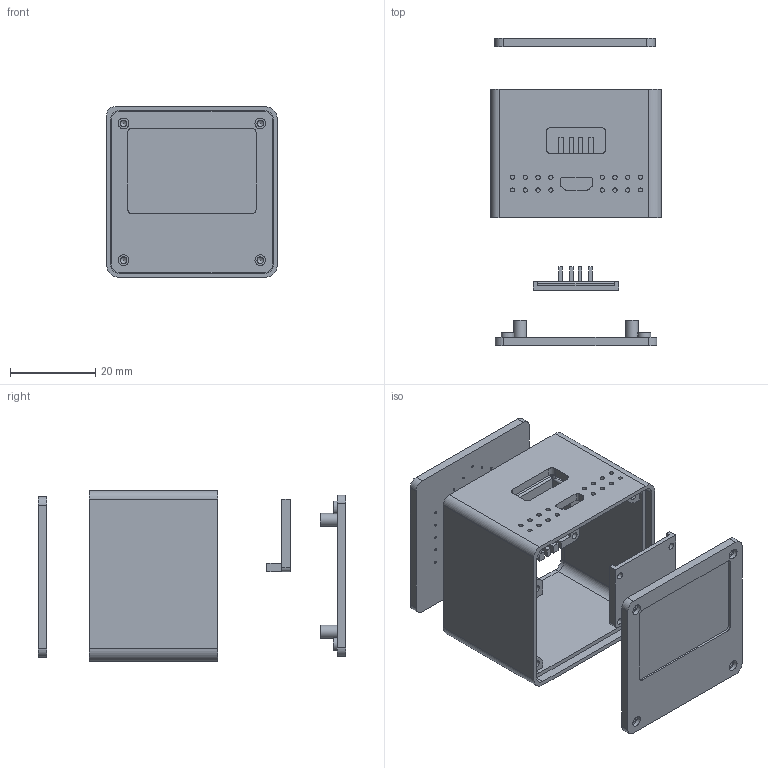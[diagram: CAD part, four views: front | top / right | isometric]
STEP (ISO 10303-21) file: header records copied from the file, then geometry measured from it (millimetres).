
FILE_DESCRIPTION(/* description */ (''),/* implementation_level */ '2;1');
FILE_NAME(/* name */ 'Case Box.stp',/* time_stamp */ '2015-11-13T16:03:52+07:00',/* author */ ('dmtan'),/* organization */ (''),/* preprocessor_version */ 'ST-DEVELOPER v15.6',/* originating_system */ 'Autodesk Inventor LT ',/* authorisation */ '');
FILE_SCHEMA (('AUTOMOTIVE_DESIGN { 1 0 10303 214 3 1 1 }'));
Length unit declared in the file: millimetre
Products named in the file (1): Case Box v101
Bounding box: 40 x 72 x 40 mm (x, y, z)
Volume: 15868.1 mm3; surface area: 18942.3 mm2
Topology: 4 solids, 4 shells, 354 faces, 975 edges, 644 vertices
Faces by surface type: cylinder 196, plane 142, cone 14, sphere 2
Full cylindrical faces by diameter (mm): 0.5 x84, 1 x14, 1.567 x22, 2.5 x5, 3 x8
Entity records: 11091 total; most frequent: DIRECTION 1910, CARTESIAN_POINT 1791, ORIENTED_EDGE 1620, EDGE_CURVE 810, AXIS2_PLACEMENT_3D 745, EDGE_LOOP 740, VERTEX_POINT 626, LINE 420
